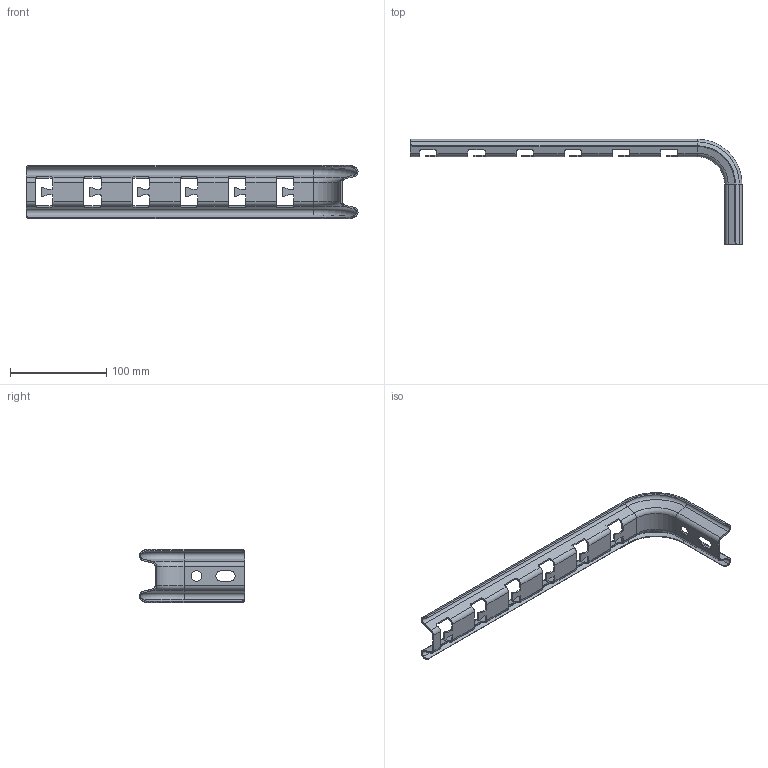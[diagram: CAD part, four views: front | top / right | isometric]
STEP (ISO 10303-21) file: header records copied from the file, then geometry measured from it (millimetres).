
FILE_DESCRIPTION (( 'STEP AP214' ), '1' );
FILE_NAME ('omplp300 L-Îìåãà ïðîôèëü äëÿ ïðîâîëî÷. ëîòêà 300 EKF.STEP', '2020-08-26T12:09:04', ( '' ), ( '' ), 'SwSTEP 2.0', 'SolidWorks 2019', '' );
FILE_SCHEMA (( 'AUTOMOTIVE_DESIGN' ));
Length unit declared in the file: millimetre
Products named in the file (1): omplp300 L-Îìåãà ïðîôèëü äëÿ ïðîâîëî÷. ëîòêà 300 EKF
Bounding box: 344.51 x 109.51 x 55 mm (x, y, z)
Volume: 45643.2 mm3; surface area: 63724.4 mm2
Topology: 1 solids, 1 shells, 214 faces, 632 edges, 408 vertices
Faces by surface type: plane 100, cylinder 96, cone 10, torus 8
Entity records: 7178 total; most frequent: CARTESIAN_POINT 1351, ORIENTED_EDGE 1264, DIRECTION 1206, EDGE_CURVE 632, VECTOR 424, LINE 424, VERTEX_POINT 408, AXIS2_PLACEMENT_3D 391
